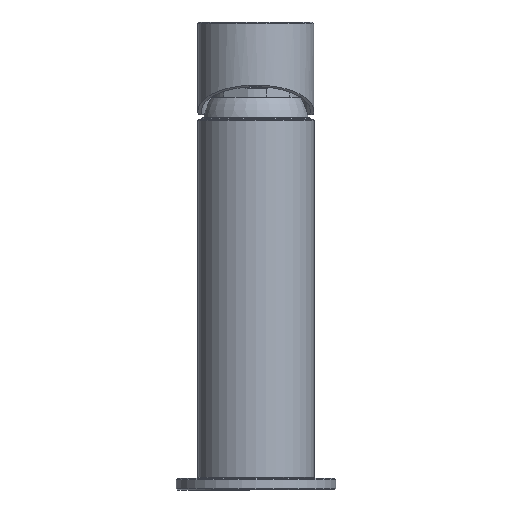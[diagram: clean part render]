
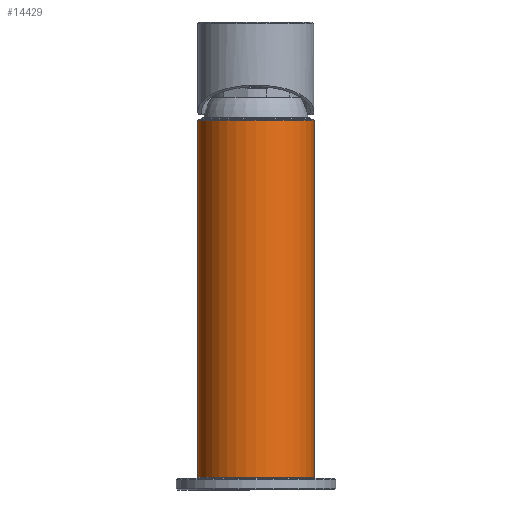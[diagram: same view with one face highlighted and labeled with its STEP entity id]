
A CAD part, front view. The second image highlights one B-rep face of the part: STEP entity #14429.
In plain terms, the highlighted cylindrical face has radius 20 mm (diameter 40 mm), a full revolution.
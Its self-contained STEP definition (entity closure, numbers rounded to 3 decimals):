
#257=B_SPLINE_CURVE_WITH_KNOTS('',3,(#33878,#33879,#33880,#33881,#33882,
#33883,#33884,#33885,#33886),.UNSPECIFIED.,.F.,.F.,(4,1,1,1,1,1,4),(0.,
0.005,0.007,0.009,0.012,
0.014,0.019),.UNSPECIFIED.);
#258=B_SPLINE_CURVE_WITH_KNOTS('',3,(#33890,#33891,#33892,#33893,#33894,
#33895,#33896,#33897,#33898),.UNSPECIFIED.,.F.,.F.,(4,1,1,1,1,1,4),(0.,
0.005,0.007,0.009,0.012,
0.014,0.019),.UNSPECIFIED.);
#1113=LINE('',#33875,#1963);
#1114=LINE('',#33888,#1964);
#1963=VECTOR('',#27651,1000.);
#1964=VECTOR('',#27652,1000.);
#6262=ORIENTED_EDGE('',*,*,#8066,.T.);
#6263=ORIENTED_EDGE('',*,*,#8067,.T.);
#6264=ORIENTED_EDGE('',*,*,#8068,.F.);
#6265=ORIENTED_EDGE('',*,*,#8069,.T.);
#6266=ORIENTED_EDGE('',*,*,#8070,.F.);
#6267=ORIENTED_EDGE('',*,*,#8071,.T.);
#8066=EDGE_CURVE('',#9401,#9401,#10239,.F.);
#8067=EDGE_CURVE('',#9402,#9402,#10240,.F.);
#8068=EDGE_CURVE('',#9403,#9404,#1113,.T.);
#8069=EDGE_CURVE('',#9403,#9405,#257,.T.);
#8070=EDGE_CURVE('',#9406,#9405,#1114,.F.);
#8071=EDGE_CURVE('',#9406,#9404,#258,.T.);
#9401=VERTEX_POINT('',#33872);
#9402=VERTEX_POINT('',#33874);
#9403=VERTEX_POINT('',#33876);
#9404=VERTEX_POINT('',#33877);
#9405=VERTEX_POINT('',#33887);
#9406=VERTEX_POINT('',#33889);
#10239=CIRCLE('',#23014,20.);
#10240=CIRCLE('',#23015,20.);
#11612=EDGE_LOOP('',(#6262));
#11613=EDGE_LOOP('',(#6263));
#11614=EDGE_LOOP('',(#6264,#6265,#6266,#6267));
#13020=FACE_BOUND('',#11612,.T.);
#13021=FACE_BOUND('',#11613,.T.);
#13022=FACE_BOUND('',#11614,.T.);
#13378=CYLINDRICAL_SURFACE('',#23013,20.);
#14429=ADVANCED_FACE('',(#13020,#13021,#13022),#13378,.T.);
#23013=AXIS2_PLACEMENT_3D('',#33870,#27645,#27646);
#23014=AXIS2_PLACEMENT_3D('',#33871,#27647,#27648);
#23015=AXIS2_PLACEMENT_3D('',#33873,#27649,#27650);
#27645=DIRECTION('',(1.,0.,0.));
#27646=DIRECTION('',(0.,0.,-1.));
#27647=DIRECTION('',(1.,0.,0.));
#27648=DIRECTION('',(0.,0.,-1.));
#27649=DIRECTION('',(-1.,0.,0.));
#27650=DIRECTION('',(0.,0.,1.));
#27651=DIRECTION('',(1.,0.,0.));
#27652=DIRECTION('',(1.,0.,0.));
#33870=CARTESIAN_POINT('',(0.,0.,0.));
#33871=CARTESIAN_POINT('',(-0.15,0.,0.));
#33872=CARTESIAN_POINT('',(-0.15,0.,-20.));
#33873=CARTESIAN_POINT('',(-123.15,0.,0.));
#33874=CARTESIAN_POINT('',(-123.15,0.,20.));
#33875=CARTESIAN_POINT('',(0.,18.8,6.823));
#33876=CARTESIAN_POINT('',(-19.773,18.8,6.823));
#33877=CARTESIAN_POINT('',(-16.227,18.8,6.823));
#33878=CARTESIAN_POINT('',(-19.773,18.8,6.823));
#33879=CARTESIAN_POINT('',(-21.293,18.943,6.429));
#33880=CARTESIAN_POINT('',(-23.291,19.417,5.093));
#33881=CARTESIAN_POINT('',(-24.785,19.905,2.346));
#33882=CARTESIAN_POINT('',(-25.181,20.047,0.008));
#33883=CARTESIAN_POINT('',(-24.789,19.906,-2.336));
#33884=CARTESIAN_POINT('',(-23.294,19.417,-5.091));
#33885=CARTESIAN_POINT('',(-21.293,18.943,-6.429));
#33886=CARTESIAN_POINT('',(-19.773,18.8,-6.823));
#33887=CARTESIAN_POINT('',(-19.773,18.8,-6.823));
#33888=CARTESIAN_POINT('',(0.,18.8,-6.823));
#33889=CARTESIAN_POINT('',(-16.227,18.8,-6.823));
#33890=CARTESIAN_POINT('',(-16.227,18.8,-6.823));
#33891=CARTESIAN_POINT('',(-14.707,18.943,-6.429));
#33892=CARTESIAN_POINT('',(-12.709,19.417,-5.093));
#33893=CARTESIAN_POINT('',(-11.215,19.905,-2.346));
#33894=CARTESIAN_POINT('',(-10.819,20.047,-0.008));
#33895=CARTESIAN_POINT('',(-11.211,19.906,2.336));
#33896=CARTESIAN_POINT('',(-12.706,19.417,5.091));
#33897=CARTESIAN_POINT('',(-14.707,18.943,6.429));
#33898=CARTESIAN_POINT('',(-16.227,18.8,6.823));
